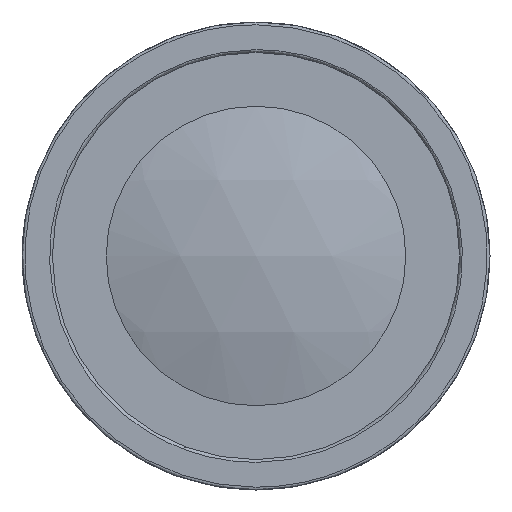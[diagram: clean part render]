
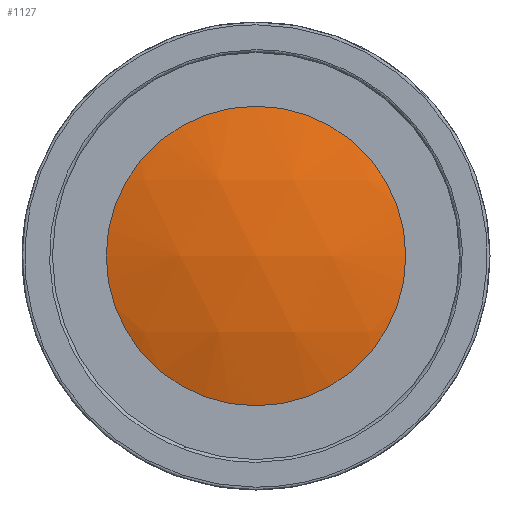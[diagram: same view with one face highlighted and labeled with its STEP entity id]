
A CAD part, left-side view. The second image highlights one B-rep face of the part: STEP entity #1127.
In plain terms, the highlighted spherical face has radius 52.507 mm.
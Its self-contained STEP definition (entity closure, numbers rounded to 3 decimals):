
#225 = SPHERICAL_SURFACE ( 'NONE', #1440, 52.507 ) ;
#346 = CARTESIAN_POINT ( 'NONE',  ( 345.212, 0., 0. ) ) ;
#460 = EDGE_CURVE ( 'NONE', #1586, #1586, #2177, .T. ) ;
#971 = DIRECTION ( 'NONE',  ( 1., 0., 0. ) ) ;
#1127 = ADVANCED_FACE ( 'NONE', ( #3999 ), #225, .T. ) ;
#1331 = DIRECTION ( 'NONE',  ( 0., 0., -1. ) ) ;
#1334 = EDGE_LOOP ( 'NONE', ( #2001 ) ) ;
#1395 = DIRECTION ( 'NONE',  ( 0., 1., 0. ) ) ;
#1440 = AXIS2_PLACEMENT_3D ( 'NONE', #346, #1718, #1395 ) ;
#1586 = VERTEX_POINT ( 'NONE', #2971 ) ;
#1718 = DIRECTION ( 'NONE',  ( 0., 0., 1. ) ) ;
#2001 = ORIENTED_EDGE ( 'NONE', *, *, #460, .F. ) ;
#2177 = CIRCLE ( 'NONE', #3133, 16. ) ;
#2971 = CARTESIAN_POINT ( 'NONE',  ( 295.203, 0., -16. ) ) ;
#3133 = AXIS2_PLACEMENT_3D ( 'NONE', #4072, #971, #1331 ) ;
#3999 = FACE_OUTER_BOUND ( 'NONE', #1334, .T. ) ;
#4072 = CARTESIAN_POINT ( 'NONE',  ( 295.203, 0., 0. ) ) ;
